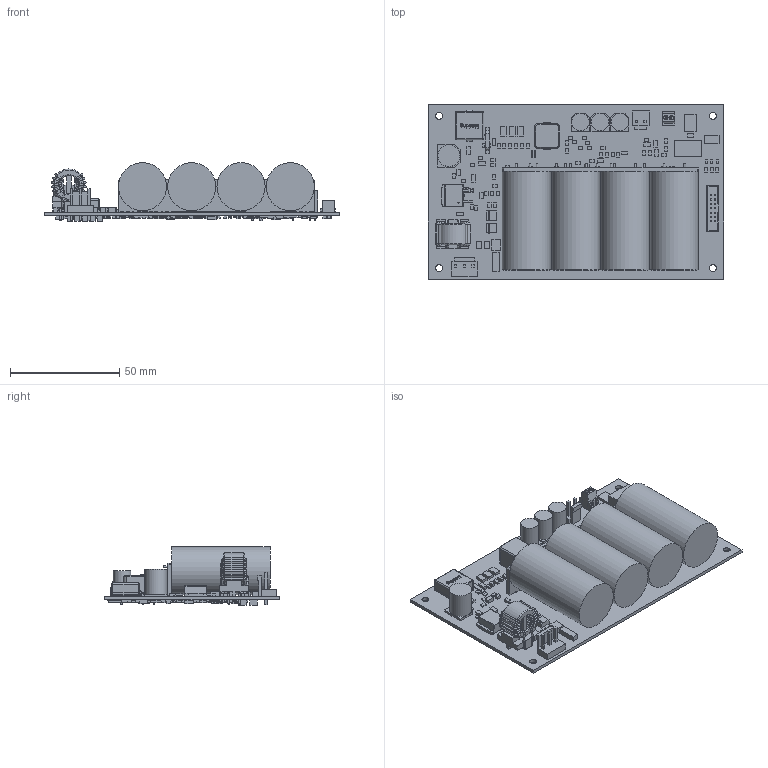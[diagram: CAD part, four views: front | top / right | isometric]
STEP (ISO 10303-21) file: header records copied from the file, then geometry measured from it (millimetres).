
FILE_DESCRIPTION (( 'STEP AP214' ), '1' );
FILE_NAME ('UPSIC-1205_-2403_DC-2412-UPS-LD_v4.1.STEP', '2019-08-06T09:27:17', ( '' ), ( '' ), 'SwSTEP 2.0', 'SolidWorks 2019', '' );
FILE_SCHEMA (( 'AUTOMOTIVE_DESIGN' ));
Length unit declared in the file: millimetre
Products named in the file (1): UPSIC-1205_-2403_DC-2412-UPS-LD_v4.1
Bounding box: 135 x 79.5 x 26.83 mm (x, y, z)
Volume: 98053.8 mm3; surface area: 58451.1 mm2
Topology: 342 solids, 342 shells, 3313 faces, 7342 edges, 4700 vertices
Faces by surface type: plane 2740, cylinder 388, torus 78, sphere 54, bspline 47, cone 6
Full cylindrical faces by diameter (mm): 0.5 x15, 0.75 x58, 0.8 x16, 1 x4, 1.1 x7, 1.25 x7, 1.48 x2, 1.5 x6, 1.7 x2, 2 x2, 2.1 x2, 3.2 x4, 4.5 x1, 5.2 x1, 8 x3, 8.3 x1, 10 x1, 14.3 x1, 22 x4
Entity records: 133917 total; most frequent: CARTESIAN_POINT 21869, DIRECTION 14203, ORIENTED_EDGE 14114, EDGE_CURVE 7057, VECTOR 6057, LINE 6057, VERTEX_POINT 4684, AXIS2_PLACEMENT_3D 4073
